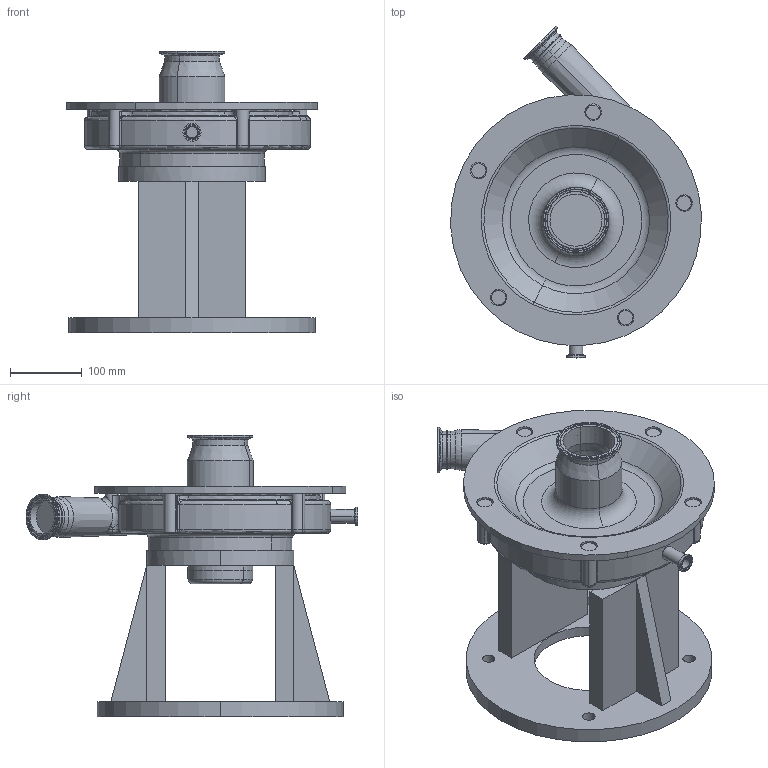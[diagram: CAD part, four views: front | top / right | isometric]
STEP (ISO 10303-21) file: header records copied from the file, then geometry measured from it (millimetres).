
FILE_DESCRIPTION (( 'STEP AP214' ), '1' );
FILE_NAME ('FP 3452 320TSC 45L 3-4 IN STR DRAIN.STEP', '2023-04-27T16:43:58', ( '' ), ( '' ), 'SwSTEP 2.0', 'SolidWorks 2023', '' );
FILE_SCHEMA (( 'AUTOMOTIVE_DESIGN' ));
Length unit declared in the file: millimetre
Products named in the file (1): FP 3452 320TSC 45L 3-4 IN STR DRAIN
Bounding box: 349.52 x 462.82 x 392.5 mm (x, y, z)
Volume: 8283297.3 mm3; surface area: 814157.2 mm2
Topology: 1 solids, 2 shells, 346 faces, 822 edges, 489 vertices
Faces by surface type: cylinder 120, torus 92, plane 70, bspline 32, cone 28, sphere 4
Entity records: 12960 total; most frequent: CARTESIAN_POINT 4919, DIRECTION 1818, ORIENTED_EDGE 1626, EDGE_CURVE 813, AXIS2_PLACEMENT_3D 798, VERTEX_POINT 489, CIRCLE 483, EDGE_LOOP 388
